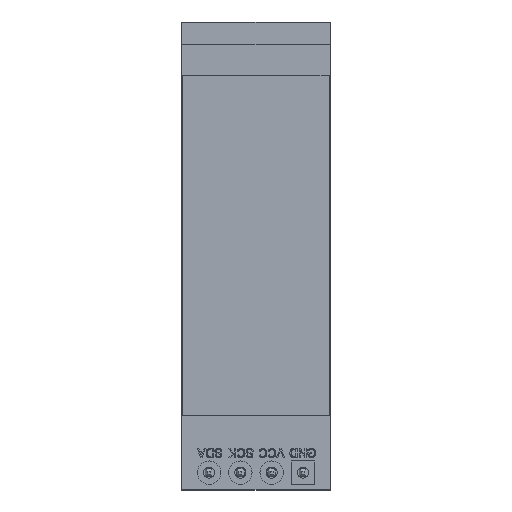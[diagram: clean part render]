
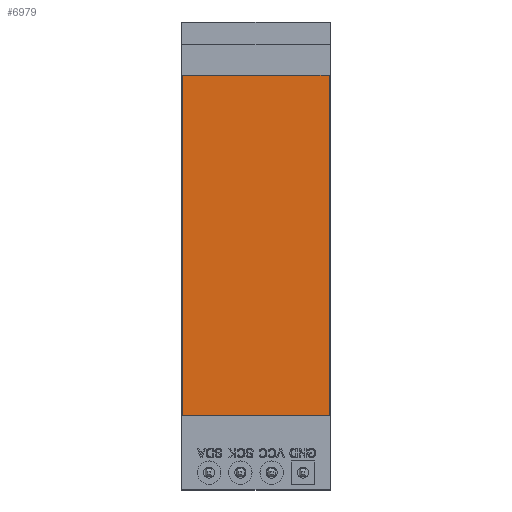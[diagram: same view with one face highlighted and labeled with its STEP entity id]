
A CAD part, top view. The second image highlights one B-rep face of the part: STEP entity #6979.
In plain terms, the highlighted planar face has unit normal (0, 0, 1).
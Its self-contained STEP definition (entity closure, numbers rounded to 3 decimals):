
#680=PLANE('',#7459);
#906=FACE_OUTER_BOUND('',#1333,.T.);
#1333=EDGE_LOOP('',(#4985,#4986,#4987,#4988));
#1768=LINE('',#8992,#2435);
#1771=LINE('',#8998,#2438);
#1774=LINE('',#9004,#2441);
#1777=LINE('',#9008,#2444);
#2435=VECTOR('',#7828,10.);
#2438=VECTOR('',#7833,10.);
#2441=VECTOR('',#7838,10.);
#2444=VECTOR('',#7843,10.);
#3116=VERTEX_POINT('',#8989);
#3117=VERTEX_POINT('',#8991);
#3119=VERTEX_POINT('',#8997);
#3121=VERTEX_POINT('',#9003);
#3836=EDGE_CURVE('',#3117,#3116,#1768,.T.);
#3839=EDGE_CURVE('',#3119,#3117,#1771,.T.);
#3842=EDGE_CURVE('',#3121,#3119,#1774,.T.);
#3845=EDGE_CURVE('',#3116,#3121,#1777,.T.);
#4985=ORIENTED_EDGE('',*,*,#3845,.T.);
#4986=ORIENTED_EDGE('',*,*,#3842,.T.);
#4987=ORIENTED_EDGE('',*,*,#3839,.T.);
#4988=ORIENTED_EDGE('',*,*,#3836,.T.);
#6979=ADVANCED_FACE('',(#906),#680,.T.);
#7459=AXIS2_PLACEMENT_3D('',#9009,#7844,#7845);
#7828=DIRECTION('',(-1.,0.,0.));
#7833=DIRECTION('',(0.,1.,0.));
#7838=DIRECTION('',(1.,0.,0.));
#7843=DIRECTION('',(0.,-1.,0.));
#7844=DIRECTION('center_axis',(0.,0.,1.));
#7845=DIRECTION('ref_axis',(1.,0.,0.));
#8989=CARTESIAN_POINT('',(-5.945,32.215,2.5));
#8991=CARTESIAN_POINT('',(5.921,32.215,2.5));
#8992=CARTESIAN_POINT('',(5.921,32.215,2.5));
#8997=CARTESIAN_POINT('',(5.921,4.676,2.5));
#8998=CARTESIAN_POINT('',(5.921,4.676,2.5));
#9003=CARTESIAN_POINT('',(-5.945,4.676,2.5));
#9004=CARTESIAN_POINT('',(-5.945,4.676,2.5));
#9008=CARTESIAN_POINT('',(-5.945,32.215,2.5));
#9009=CARTESIAN_POINT('Origin',(-0.012,18.446,2.5));
